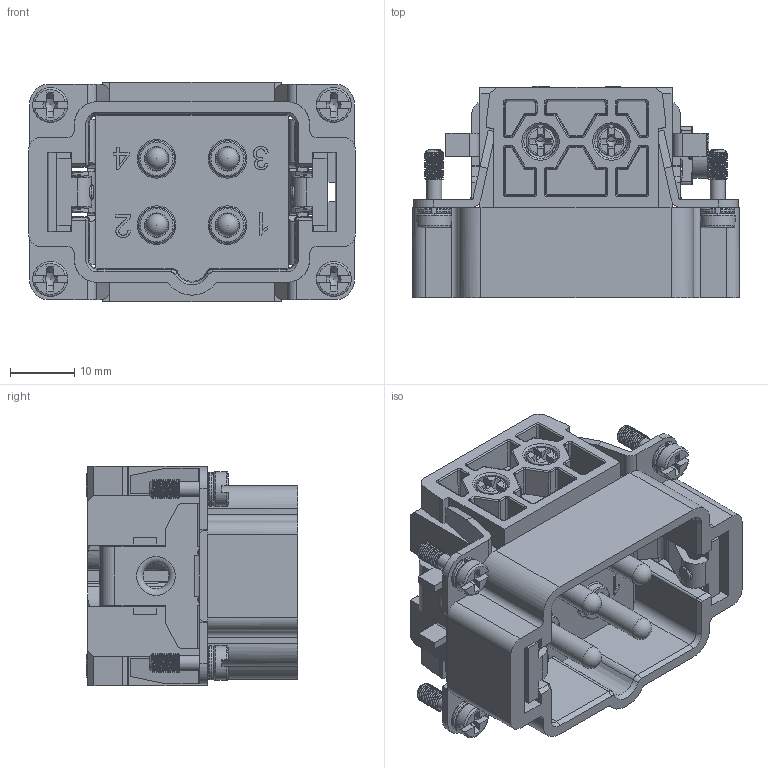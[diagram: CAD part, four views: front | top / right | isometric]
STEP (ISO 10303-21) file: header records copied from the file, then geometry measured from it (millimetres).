
FILE_DESCRIPTION(/* description */ (''),/* implementation_level */ '2;1');
FILE_NAME(/* name */ 'HSBS-004-M.stp',/* time_stamp */ '2023-04-12T08:56:32+08:00',/* author */ (''),/* organization */ (''),/* preprocessor_version */ 'ST-DEVELOPER v16',/* originating_system */ 'SIEMENS PLM Software NX 10.0',/* authorisation */ '');
FILE_SCHEMA (('AUTOMOTIVE_DESIGN { 1 0 10303 214 3 1 1 1 }'));
Products named in the file (1): Admi25B08741odvd
Bounding box: 50.7 x 32.8 x 34 mm (x, y, z)
Volume: 20141.2 mm3; surface area: 21952.2 mm2
Topology: 1 solids, 2 shells, 1853 faces, 5123 edges, 3276 vertices
Faces by surface type: plane 788, cylinder 623, bspline 176, cone 154, torus 84, extrusion 16, sphere 12
Full cylindrical faces by diameter (mm): 2.35 x8, 2.4 x2, 2.562 x2, 3.5 x4, 4 x1, 4.2 x4, 5.2 x4, 5.4 x4, 6.4 x2
Entity records: 96411 total; most frequent: CARTESIAN_POINT 47791, ORIENTED_EDGE 9998, DIRECTION 8721, EDGE_CURVE 4999, VERTEX_POINT 3227, AXIS2_PLACEMENT_3D 3123, VECTOR 2475, LINE 2459
